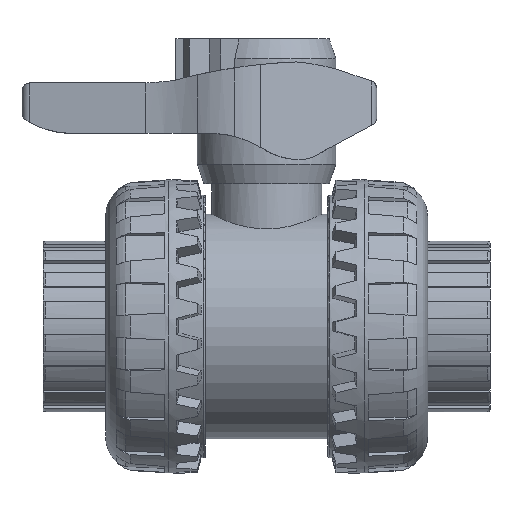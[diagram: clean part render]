
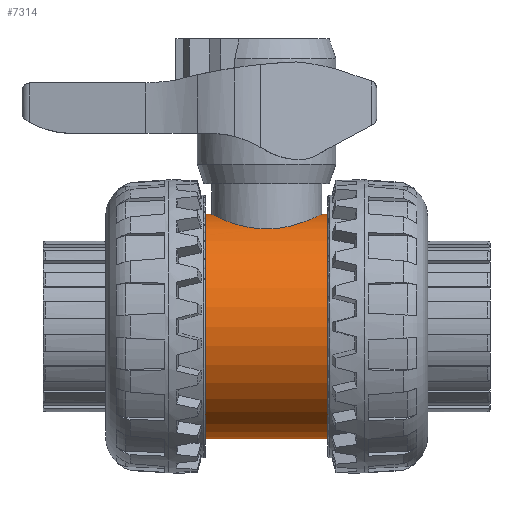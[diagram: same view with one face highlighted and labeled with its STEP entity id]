
A CAD part, front view. The second image highlights one B-rep face of the part: STEP entity #7314.
In plain terms, the highlighted cylindrical face has radius 27.5 mm (diameter 55 mm), a full revolution.
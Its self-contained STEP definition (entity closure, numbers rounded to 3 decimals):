
#1506=B_SPLINE_CURVE_WITH_KNOTS($,3,(#11053,#11054,#11055,#11056,#11057,
#11058,#11059,#11060,#11061,#11062,#11063,#11064,#11065,#11066,#11067,#11068,
#11069,#11070,#11071,#11072,#11073,#11074,#11075,#11076,#11077,#11078,#11079,
#11080,#11081,#11082,#11083,#11084,#11085,#11086,#11087,#11088,#11089,#11090,
#11091,#11092,#11093,#11094,#11095,#11096,#11097,#11098,#11099,#11100,#11101,
#11102),.UNSPECIFIED.,.T.,.F.,(4,2,2,2,2,2,2,2,2,2,2,2,2,2,2,2,2,2,2,2,
2,2,2,2,4),(0.,0.26,0.519,1.038,1.556,
1.815,2.074,2.333,2.592,3.11,
3.629,3.888,4.148,4.408,4.667,
5.186,5.704,5.963,6.222,6.481,
6.74,7.258,7.777,8.036,8.296),
 .UNSPECIFIED.);
#1615=FACE_BOUND($,#2081,.T.);
#1616=FACE_BOUND($,#2082,.T.);
#1617=FACE_BOUND($,#2083,.T.);
#2081=EDGE_LOOP($,(#4893));
#2082=EDGE_LOOP($,(#4894));
#2083=EDGE_LOOP($,(#4895));
#2540=CIRCLE($,#7752,27.5);
#2541=CIRCLE($,#7754,27.5);
#2924=VERTEX_POINT($,#11052);
#2925=VERTEX_POINT($,#11105);
#2926=VERTEX_POINT($,#11108);
#3716=EDGE_CURVE($,#2924,#2924,#1506,.T.);
#3717=EDGE_CURVE($,#2925,#2925,#2540,.T.);
#3718=EDGE_CURVE($,#2926,#2926,#2541,.T.);
#4893=ORIENTED_EDGE($,*,*,#3716,.T.);
#4894=ORIENTED_EDGE($,*,*,#3717,.F.);
#4895=ORIENTED_EDGE($,*,*,#3718,.F.);
#7234=CYLINDRICAL_SURFACE($,#7753,27.5);
#7314=ADVANCED_FACE($,(#1615,#1616,#1617),#7234,.T.);
#7752=AXIS2_PLACEMENT_3D($,#11106,#8721,#8722);
#7753=AXIS2_PLACEMENT_3D($,#11107,#8723,#8724);
#7754=AXIS2_PLACEMENT_3D($,#11109,#8725,#8726);
#8721=DIRECTION('center_axis',(-1.,0.,0.));
#8722=DIRECTION('ref_axis',(0.,-1.,0.));
#8723=DIRECTION('center_axis',(1.,0.,0.));
#8724=DIRECTION('ref_axis',(0.,-1.,0.));
#8725=DIRECTION('center_axis',(1.,0.,0.));
#8726=DIRECTION('ref_axis',(0.,-1.,0.));
#11052=CARTESIAN_POINT('',(0.,-13.5,23.958));
#11053=CARTESIAN_POINT('Ctrl Pts',(0.,-13.5,23.958));
#11054=CARTESIAN_POINT('Ctrl Pts',(-0.865,-13.5,23.958));
#11055=CARTESIAN_POINT('Ctrl Pts',(-1.754,-13.416,
24.007));
#11056=CARTESIAN_POINT('Ctrl Pts',(-3.511,-13.066,
24.198));
#11057=CARTESIAN_POINT('Ctrl Pts',(-4.379,-12.802,
24.342));
#11058=CARTESIAN_POINT('Ctrl Pts',(-6.865,-11.762,
24.87));
#11059=CARTESIAN_POINT('Ctrl Pts',(-8.362,-10.73,
25.352));
#11060=CARTESIAN_POINT('Ctrl Pts',(-10.727,-8.365,
26.227));
#11061=CARTESIAN_POINT('Ctrl Pts',(-11.762,-6.866,
26.683));
#11062=CARTESIAN_POINT('Ctrl Pts',(-12.802,-4.378,
27.162));
#11063=CARTESIAN_POINT('Ctrl Pts',(-13.067,-3.508,27.29));
#11064=CARTESIAN_POINT('Ctrl Pts',(-13.416,-1.751,
27.458));
#11065=CARTESIAN_POINT('Ctrl Pts',(-13.5,-0.863,27.5));
#11066=CARTESIAN_POINT('Ctrl Pts',(-13.5,0.863,27.5));
#11067=CARTESIAN_POINT('Ctrl Pts',(-13.416,1.751,27.458));
#11068=CARTESIAN_POINT('Ctrl Pts',(-13.067,3.508,27.29));
#11069=CARTESIAN_POINT('Ctrl Pts',(-12.802,4.378,27.162));
#11070=CARTESIAN_POINT('Ctrl Pts',(-11.762,6.866,26.683));
#11071=CARTESIAN_POINT('Ctrl Pts',(-10.727,8.365,26.227));
#11072=CARTESIAN_POINT('Ctrl Pts',(-8.362,10.73,25.352));
#11073=CARTESIAN_POINT('Ctrl Pts',(-6.865,11.762,24.87));
#11074=CARTESIAN_POINT('Ctrl Pts',(-4.379,12.802,24.342));
#11075=CARTESIAN_POINT('Ctrl Pts',(-3.511,13.066,24.198));
#11076=CARTESIAN_POINT('Ctrl Pts',(-1.754,13.416,24.007));
#11077=CARTESIAN_POINT('Ctrl Pts',(-0.865,13.5,23.958));
#11078=CARTESIAN_POINT('Ctrl Pts',(0.865,13.5,23.958));
#11079=CARTESIAN_POINT('Ctrl Pts',(1.754,13.416,24.007));
#11080=CARTESIAN_POINT('Ctrl Pts',(3.511,13.066,24.198));
#11081=CARTESIAN_POINT('Ctrl Pts',(4.379,12.802,24.342));
#11082=CARTESIAN_POINT('Ctrl Pts',(6.865,11.762,24.87));
#11083=CARTESIAN_POINT('Ctrl Pts',(8.362,10.73,25.352));
#11084=CARTESIAN_POINT('Ctrl Pts',(10.727,8.365,26.227));
#11085=CARTESIAN_POINT('Ctrl Pts',(11.762,6.866,26.683));
#11086=CARTESIAN_POINT('Ctrl Pts',(12.802,4.378,27.162));
#11087=CARTESIAN_POINT('Ctrl Pts',(13.067,3.508,27.29));
#11088=CARTESIAN_POINT('Ctrl Pts',(13.416,1.751,27.458));
#11089=CARTESIAN_POINT('Ctrl Pts',(13.5,0.863,27.5));
#11090=CARTESIAN_POINT('Ctrl Pts',(13.5,-0.863,27.5));
#11091=CARTESIAN_POINT('Ctrl Pts',(13.416,-1.751,27.458));
#11092=CARTESIAN_POINT('Ctrl Pts',(13.067,-3.508,27.29));
#11093=CARTESIAN_POINT('Ctrl Pts',(12.802,-4.378,27.162));
#11094=CARTESIAN_POINT('Ctrl Pts',(11.762,-6.866,26.683));
#11095=CARTESIAN_POINT('Ctrl Pts',(10.727,-8.365,26.227));
#11096=CARTESIAN_POINT('Ctrl Pts',(8.362,-10.73,25.352));
#11097=CARTESIAN_POINT('Ctrl Pts',(6.865,-11.762,24.87));
#11098=CARTESIAN_POINT('Ctrl Pts',(4.379,-12.802,24.342));
#11099=CARTESIAN_POINT('Ctrl Pts',(3.511,-13.066,24.198));
#11100=CARTESIAN_POINT('Ctrl Pts',(1.754,-13.416,24.007));
#11101=CARTESIAN_POINT('Ctrl Pts',(0.865,-13.5,23.958));
#11102=CARTESIAN_POINT('Ctrl Pts',(0.,-13.5,23.958));
#11105=CARTESIAN_POINT('',(-26.5,27.5,0.));
#11106=CARTESIAN_POINT('Origin',(-26.5,0.,0.));
#11107=CARTESIAN_POINT('Origin',(0.,0.,0.));
#11108=CARTESIAN_POINT('',(26.5,27.5,0.));
#11109=CARTESIAN_POINT('Origin',(26.5,0.,0.));
